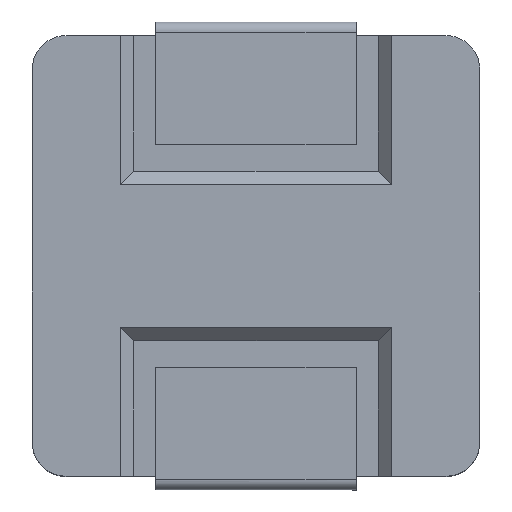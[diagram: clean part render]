
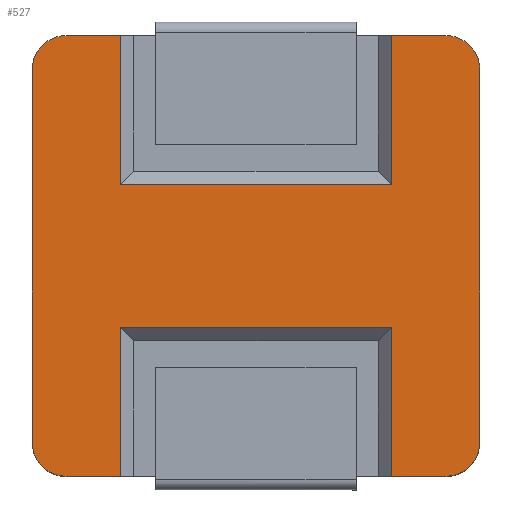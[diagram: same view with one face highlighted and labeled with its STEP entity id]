
A CAD part, top view. The second image highlights one B-rep face of the part: STEP entity #527.
In plain terms, the highlighted planar face has unit normal (0, 0, 1).
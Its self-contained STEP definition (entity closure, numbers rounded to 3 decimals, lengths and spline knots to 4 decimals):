
#189=CIRCLE('',#4149,0.5);
#191=CIRCLE('',#4158,0.5);
#192=CIRCLE('',#4159,0.5);
#193=CIRCLE('',#4160,0.5);
#527=ADVANCED_FACE('',(#900),#697,.T.);
#697=PLANE('',#4161);
#900=FACE_OUTER_BOUND('',#1157,.T.);
#1157=EDGE_LOOP('',(#2435,#2436,#2437,#2438,#2439,#2440,#2441,#2442,#2443,
#2444,#2445,#2446,#2447,#2448,#2449,#2450));
#1378=LINE('',#37916,#1655);
#1388=LINE('',#37939,#1665);
#1391=LINE('',#37945,#1668);
#1394=LINE('',#37951,#1671);
#1395=LINE('',#37956,#1672);
#1396=LINE('',#37958,#1673);
#1397=LINE('',#37960,#1674);
#1398=LINE('',#37962,#1675);
#1399=LINE('',#37964,#1676);
#1400=LINE('',#37967,#1677);
#1401=LINE('',#37968,#1678);
#1402=LINE('',#37970,#1679);
#1655=VECTOR('',#4634,1.);
#1665=VECTOR('',#4652,1.);
#1668=VECTOR('',#4657,1.);
#1671=VECTOR('',#4664,1.);
#1672=VECTOR('',#4667,1.);
#1673=VECTOR('',#4668,1.);
#1674=VECTOR('',#4669,1.);
#1675=VECTOR('',#4670,1.);
#1676=VECTOR('',#4671,1.);
#1677=VECTOR('',#4674,1.);
#1678=VECTOR('',#4675,1.);
#1679=VECTOR('',#4676,1.);
#2435=ORIENTED_EDGE('',*,*,#3542,.T.);
#2436=ORIENTED_EDGE('',*,*,#3543,.T.);
#2437=ORIENTED_EDGE('',*,*,#3544,.T.);
#2438=ORIENTED_EDGE('',*,*,#3545,.T.);
#2439=ORIENTED_EDGE('',*,*,#3546,.T.);
#2440=ORIENTED_EDGE('',*,*,#3547,.T.);
#2441=ORIENTED_EDGE('',*,*,#3548,.T.);
#2442=ORIENTED_EDGE('',*,*,#3549,.T.);
#2443=ORIENTED_EDGE('',*,*,#3525,.T.);
#2444=ORIENTED_EDGE('',*,*,#3524,.T.);
#2445=ORIENTED_EDGE('',*,*,#3550,.T.);
#2446=ORIENTED_EDGE('',*,*,#3536,.T.);
#2447=ORIENTED_EDGE('',*,*,#3539,.T.);
#2448=ORIENTED_EDGE('',*,*,#3551,.T.);
#2449=ORIENTED_EDGE('',*,*,#3552,.T.);
#2450=ORIENTED_EDGE('',*,*,#3553,.T.);
#3057=VERTEX_POINT('',#37908);
#3060=VERTEX_POINT('',#37913);
#3061=VERTEX_POINT('',#37917);
#3067=VERTEX_POINT('',#37934);
#3069=VERTEX_POINT('',#37938);
#3071=VERTEX_POINT('',#37944);
#3073=VERTEX_POINT('',#37952);
#3074=VERTEX_POINT('',#37953);
#3075=VERTEX_POINT('',#37955);
#3076=VERTEX_POINT('',#37957);
#3077=VERTEX_POINT('',#37959);
#3078=VERTEX_POINT('',#37961);
#3079=VERTEX_POINT('',#37963);
#3080=VERTEX_POINT('',#37965);
#3081=VERTEX_POINT('',#37969);
#3082=VERTEX_POINT('',#37971);
#3524=EDGE_CURVE('',#3057,#3060,#189,.T.);
#3525=EDGE_CURVE('',#3061,#3057,#1378,.T.);
#3536=EDGE_CURVE('',#3067,#3069,#1388,.T.);
#3539=EDGE_CURVE('',#3069,#3071,#1391,.T.);
#3542=EDGE_CURVE('',#3073,#3074,#1394,.T.);
#3543=EDGE_CURVE('',#3074,#3075,#191,.T.);
#3544=EDGE_CURVE('',#3075,#3076,#1395,.T.);
#3545=EDGE_CURVE('',#3076,#3077,#1396,.T.);
#3546=EDGE_CURVE('',#3077,#3078,#1397,.T.);
#3547=EDGE_CURVE('',#3078,#3079,#1398,.T.);
#3548=EDGE_CURVE('',#3079,#3080,#1399,.T.);
#3549=EDGE_CURVE('',#3080,#3061,#192,.T.);
#3550=EDGE_CURVE('',#3060,#3067,#1400,.T.);
#3551=EDGE_CURVE('',#3071,#3081,#1401,.T.);
#3552=EDGE_CURVE('',#3081,#3082,#1402,.T.);
#3553=EDGE_CURVE('',#3082,#3073,#193,.T.);
#4149=AXIS2_PLACEMENT_3D('',#37914,#4630,#4631);
#4158=AXIS2_PLACEMENT_3D('',#37954,#4665,#4666);
#4159=AXIS2_PLACEMENT_3D('',#37966,#4672,#4673);
#4160=AXIS2_PLACEMENT_3D('',#37972,#4677,#4678);
#4161=AXIS2_PLACEMENT_3D('',#37973,#4679,#4680);
#4630=DIRECTION('',(0.,0.,1.));
#4631=DIRECTION('',(1.,0.,0.));
#4634=DIRECTION('',(0.,1.,0.));
#4652=DIRECTION('',(0.,-1.,0.));
#4657=DIRECTION('',(-1.,0.,0.));
#4664=DIRECTION('',(0.,-1.,0.));
#4665=DIRECTION('',(0.,0.,1.));
#4666=DIRECTION('',(1.,0.,0.));
#4667=DIRECTION('',(1.,0.,0.));
#4668=DIRECTION('',(0.,1.,0.));
#4669=DIRECTION('',(1.,0.,0.));
#4670=DIRECTION('',(0.,-1.,0.));
#4671=DIRECTION('',(1.,0.,0.));
#4672=DIRECTION('',(0.,0.,1.));
#4673=DIRECTION('',(1.,0.,0.));
#4674=DIRECTION('',(-1.,0.,0.));
#4675=DIRECTION('',(0.,1.,0.));
#4676=DIRECTION('',(-1.,0.,0.));
#4677=DIRECTION('',(0.,0.,1.));
#4678=DIRECTION('',(1.,0.,0.));
#4679=DIRECTION('',(0.,0.,1.));
#4680=DIRECTION('',(1.,0.,0.));
#37908=CARTESIAN_POINT('',(3.0012,2.7475,2.0189));
#37913=CARTESIAN_POINT('',(2.5012,3.2475,2.0189));
#37914=CARTESIAN_POINT('',(2.5012,2.7475,2.0189));
#37916=CARTESIAN_POINT('',(3.0011,-2.7525,2.0189));
#37917=CARTESIAN_POINT('',(3.0011,-2.7525,2.0189));
#37934=CARTESIAN_POINT('',(1.7011,3.2475,2.0189));
#37938=CARTESIAN_POINT('',(1.7011,1.0475,2.0189));
#37939=CARTESIAN_POINT('',(1.7011,1.2475,2.0189));
#37944=CARTESIAN_POINT('',(-2.2989,1.0475,2.0189));
#37945=CARTESIAN_POINT('',(-2.0989,1.0475,2.0189));
#37951=CARTESIAN_POINT('',(-3.5988,2.7475,2.0189));
#37952=CARTESIAN_POINT('',(-3.5988,2.7475,2.0189));
#37953=CARTESIAN_POINT('',(-3.5989,-2.7525,2.0189));
#37954=CARTESIAN_POINT('',(-3.0989,-2.7525,2.0189));
#37955=CARTESIAN_POINT('',(-3.0989,-3.2525,2.0189));
#37956=CARTESIAN_POINT('',(-3.0989,-3.2525,2.0189));
#37957=CARTESIAN_POINT('',(-2.2989,-3.2525,2.0189));
#37958=CARTESIAN_POINT('',(-2.2989,-1.2525,2.0189));
#37959=CARTESIAN_POINT('',(-2.2989,-1.0525,2.0189));
#37960=CARTESIAN_POINT('',(1.5011,-1.0525,2.0189));
#37961=CARTESIAN_POINT('',(1.7011,-1.0525,2.0189));
#37962=CARTESIAN_POINT('',(1.7011,-3.2525,2.0189));
#37963=CARTESIAN_POINT('',(1.7011,-3.2525,2.0189));
#37964=CARTESIAN_POINT('',(-3.0989,-3.2525,2.0189));
#37965=CARTESIAN_POINT('',(2.5011,-3.2525,2.0189));
#37966=CARTESIAN_POINT('',(2.5011,-2.7525,2.0189));
#37967=CARTESIAN_POINT('',(2.5012,3.2475,2.0189));
#37968=CARTESIAN_POINT('',(-2.2989,3.2475,2.0189));
#37969=CARTESIAN_POINT('',(-2.2989,3.2475,2.0189));
#37970=CARTESIAN_POINT('',(2.5012,3.2475,2.0189));
#37971=CARTESIAN_POINT('',(-3.0988,3.2475,2.0189));
#37972=CARTESIAN_POINT('',(-3.0988,2.7475,2.0189));
#37973=CARTESIAN_POINT('',(-3.0988,2.7475,2.0189));
